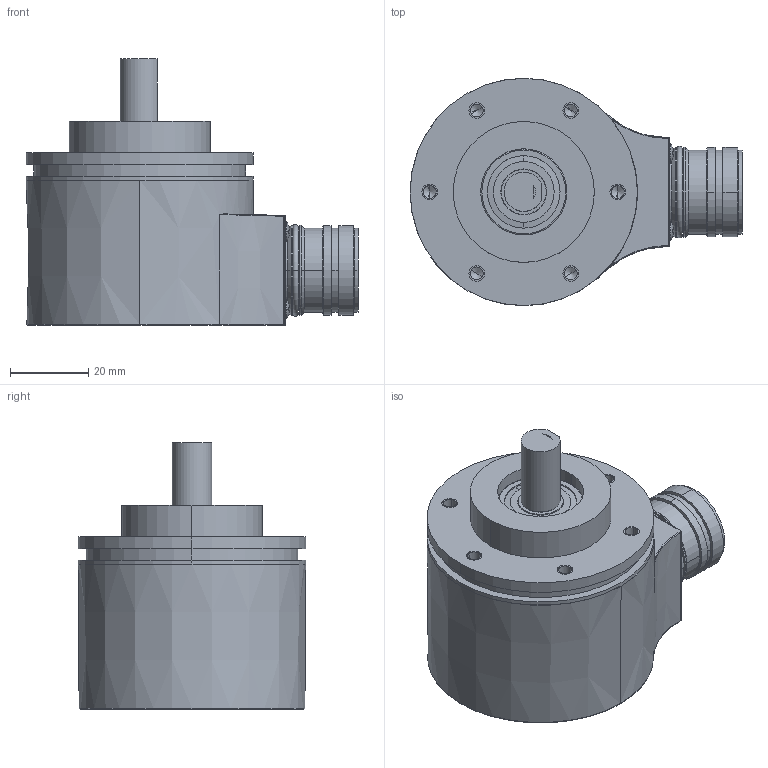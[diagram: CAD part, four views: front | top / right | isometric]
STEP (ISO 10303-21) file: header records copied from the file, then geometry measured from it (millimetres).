
FILE_DESCRIPTION((''),'2;1');
FILE_NAME('EM58S_SSI_M23_R_D10','2014-09-12T',('lika51'),(''),'PRO/ENGINEER BY PARAMETRIC TECHNOLOGY CORPORATION, 2010180','PRO/ENGINEER BY PARAMETRIC TECHNOLOGY CORPORATION, 2010180','');
FILE_SCHEMA(('CONFIG_CONTROL_DESIGN'));
Length unit declared in the file: millimetre
Products named in the file (1): EM58S_SSI_M23_R_D10
Bounding box: 84.74 x 58.08 x 68 mm (x, y, z)
Volume: 53452.4 mm3; surface area: 41137.4 mm2
Topology: 24 solids, 50 shells, 902 faces, 2065 edges, 1244 vertices
Faces by surface type: cylinder 315, plane 301, cone 147, torus 61, sphere 44, bspline 34
Entity records: 26226 total; most frequent: CARTESIAN_POINT 5802, DIRECTION 4638, ORIENTED_EDGE 3902, EDGE_CURVE 1975, AXIS2_PLACEMENT_3D 1913, VERTEX_POINT 1244, CIRCLE 1044, EDGE_LOOP 1029
